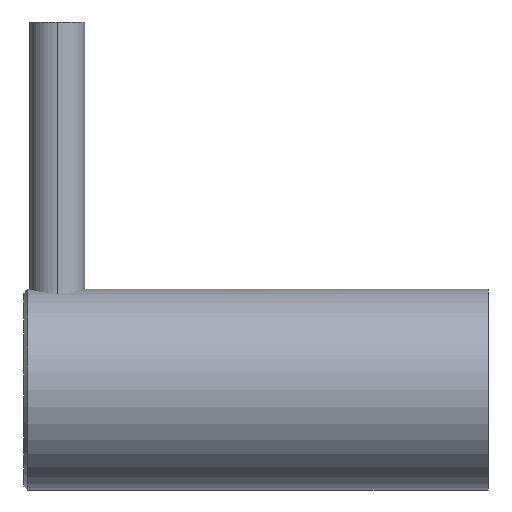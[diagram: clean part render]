
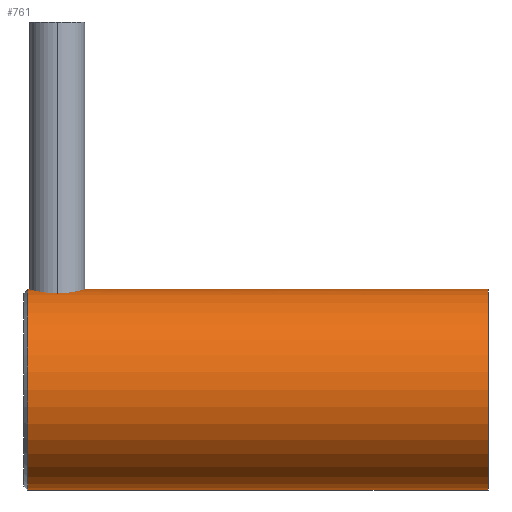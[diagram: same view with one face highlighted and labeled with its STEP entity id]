
A CAD part, left-side view. The second image highlights one B-rep face of the part: STEP entity #761.
In plain terms, the highlighted cylindrical face has radius 27 mm (diameter 54 mm), a partial arc.
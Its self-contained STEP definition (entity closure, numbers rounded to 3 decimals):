
#10 = CARTESIAN_POINT ( 'NONE',  ( 0., 125., 27. ) ) ;
#14 = VERTEX_POINT ( 'NONE', #464 ) ;
#50 = CARTESIAN_POINT ( 'NONE',  ( -2.818, 121.706, 26.855 ) ) ;
#54 = CARTESIAN_POINT ( 'NONE',  ( -6.145, 117.654, 26.292 ) ) ;
#70 = CARTESIAN_POINT ( 'NONE',  ( -2.816, 110.293, 26.856 ) ) ;
#73 = CYLINDRICAL_SURFACE ( 'NONE', #480, 27. ) ;
#77 = CARTESIAN_POINT ( 'NONE',  ( -0.416, 109.65, 27. ) ) ;
#78 = CARTESIAN_POINT ( 'NONE',  ( 0., 0., 27. ) ) ;
#79 = VERTEX_POINT ( 'NONE', #78 ) ;
#82 = CARTESIAN_POINT ( 'NONE',  ( -6.136, 114.353, 26.294 ) ) ;
#112 = CARTESIAN_POINT ( 'NONE',  ( -0.832, 122.309, 26.99 ) ) ;
#125 = VERTEX_POINT ( 'NONE', #419 ) ;
#128 = CARTESIAN_POINT ( 'NONE',  ( -6.309, 116.836, 26.253 ) ) ;
#134 = CARTESIAN_POINT ( 'NONE',  ( -6.35, 115.579, 26.243 ) ) ;
#138 = CARTESIAN_POINT ( 'NONE',  ( -5.163, 112.297, 26.502 ) ) ;
#140 = EDGE_CURVE ( 'NONE', #378, #485, #180, .T. ) ;
#150 = CARTESIAN_POINT ( 'NONE',  ( -5.509, 112.814, 26.433 ) ) ;
#171 = DIRECTION ( 'NONE',  ( 0., 0., 1. ) ) ;
#180 = B_SPLINE_CURVE_WITH_KNOTS ( 'NONE', 3,
 ( #493, #727, #112, #501, #729, #50, #315, #240, #189, #788, #665, #499, #250, #559, #301, #675, #54, #128, #306, #791 ),
 .UNSPECIFIED., .F., .F.,
 ( 4, 2, 2, 2, 2, 2, 2, 2, 2, 4 ),
 ( 0.03, 0.031, 0.032, 0.034, 0.034, 0.035, 0.036, 0.037, 0.039, 0.04 ),
 .UNSPECIFIED. ) ;
#189 = CARTESIAN_POINT ( 'NONE',  ( -3.87, 121.039, 26.722 ) ) ;
#193 = VERTEX_POINT ( 'NONE', #380 ) ;
#196 = CARTESIAN_POINT ( 'NONE',  ( -2.048, 109.986, 26.923 ) ) ;
#201 = DIRECTION ( 'NONE',  ( 0., -1., 0. ) ) ;
#207 = CARTESIAN_POINT ( 'NONE',  ( -1.445, 109.813, 26.962 ) ) ;
#215 = DIRECTION ( 'NONE',  ( 0., -1., 0. ) ) ;
#226 = VECTOR ( 'NONE', #654, 1000. ) ;
#240 = CARTESIAN_POINT ( 'NONE',  ( -3.701, 121.164, 26.746 ) ) ;
#241 = AXIS2_PLACEMENT_3D ( 'NONE', #534, #766, #171 ) ;
#250 = CARTESIAN_POINT ( 'NONE',  ( -5.045, 119.879, 26.526 ) ) ;
#266 = CARTESIAN_POINT ( 'NONE',  ( -6.308, 115.165, 26.253 ) ) ;
#270 = LINE ( 'NONE', #10, #438 ) ;
#273 = ORIENTED_EDGE ( 'NONE', *, *, #366, .F. ) ;
#288 = ORIENTED_EDGE ( 'NONE', *, *, #140, .F. ) ;
#301 = CARTESIAN_POINT ( 'NONE',  ( -5.703, 118.822, 26.391 ) ) ;
#306 = CARTESIAN_POINT ( 'NONE',  ( -6.35, 116.421, 26.243 ) ) ;
#314 = FACE_OUTER_BOUND ( 'NONE', #460, .T. ) ;
#315 = CARTESIAN_POINT ( 'NONE',  ( -3.182, 121.511, 26.814 ) ) ;
#316 = EDGE_CURVE ( 'NONE', #125, #768, #580, .T. ) ;
#319 = CARTESIAN_POINT ( 'NONE',  ( -5.943, 113.755, 26.338 ) ) ;
#326 = DIRECTION ( 'NONE',  ( 0., -1., 0. ) ) ;
#328 = AXIS2_PLACEMENT_3D ( 'NONE', #510, #201, #758 ) ;
#329 = EDGE_CURVE ( 'NONE', #125, #378, #270, .T. ) ;
#334 = CARTESIAN_POINT ( 'NONE',  ( -5.038, 112.129, 26.526 ) ) ;
#338 = LINE ( 'NONE', #418, #226 ) ;
#366 = EDGE_CURVE ( 'NONE', #485, #14, #479, .T. ) ;
#378 = VERTEX_POINT ( 'NONE', #568 ) ;
#380 = CARTESIAN_POINT ( 'NONE',  ( 0., 0., -27. ) ) ;
#389 = CARTESIAN_POINT ( 'NONE',  ( -4.773, 111.807, 26.575 ) ) ;
#394 = CARTESIAN_POINT ( 'NONE',  ( -6.187, 114.554, 26.282 ) ) ;
#399 = CARTESIAN_POINT ( 'NONE',  ( 0., 125., -27. ) ) ;
#418 = CARTESIAN_POINT ( 'NONE',  ( 0., 125., 27. ) ) ;
#419 = CARTESIAN_POINT ( 'NONE',  ( 0., 124., 27. ) ) ;
#438 = VECTOR ( 'NONE', #215, 1000. ) ;
#444 = EDGE_CURVE ( 'NONE', #193, #79, #592, .T. ) ;
#446 = ORIENTED_EDGE ( 'NONE', *, *, #444, .T. ) ;
#449 = CARTESIAN_POINT ( 'NONE',  ( -1.649, 109.864, 26.95 ) ) ;
#455 = ORIENTED_EDGE ( 'NONE', *, *, #790, .T. ) ;
#460 = EDGE_LOOP ( 'NONE', ( #475, #673, #455, #446, #752, #273, #288 ) ) ;
#464 = CARTESIAN_POINT ( 'NONE',  ( 0., 109.65, 27. ) ) ;
#475 = ORIENTED_EDGE ( 'NONE', *, *, #329, .F. ) ;
#479 = B_SPLINE_CURVE_WITH_KNOTS ( 'NONE', 3,
 ( #683, #134, #266, #394, #82, #514, #319, #629, #150, #138, #334, #389, #571, #746, #633, #698, #70, #575, #196, #449, #207, #636, #77, #586 ),
 .UNSPECIFIED., .F., .F.,
 ( 4, 2, 2, 2, 2, 2, 2, 2, 2, 2, 2, 4 ),
 ( 0., 0.001, 0.002, 0.002, 0.004, 0.004, 0.005, 0.006, 0.007, 0.008, 0.009, 0.01 ),
 .UNSPECIFIED. ) ;
#480 = AXIS2_PLACEMENT_3D ( 'NONE', #522, #326, #624 ) ;
#485 = VERTEX_POINT ( 'NONE', #489 ) ;
#489 = CARTESIAN_POINT ( 'NONE',  ( -6.35, 116., 26.243 ) ) ;
#493 = CARTESIAN_POINT ( 'NONE',  ( 0., 122.35, 27. ) ) ;
#499 = CARTESIAN_POINT ( 'NONE',  ( -4.78, 120.2, 26.575 ) ) ;
#501 = CARTESIAN_POINT ( 'NONE',  ( -1.647, 122.147, 26.953 ) ) ;
#510 = CARTESIAN_POINT ( 'NONE',  ( 0., 124., 0. ) ) ;
#514 = CARTESIAN_POINT ( 'NONE',  ( -6.015, 113.953, 26.322 ) ) ;
#519 = EDGE_CURVE ( 'NONE', #14, #79, #338, .T. ) ;
#522 = CARTESIAN_POINT ( 'NONE',  ( 0., 125., 0. ) ) ;
#534 = CARTESIAN_POINT ( 'NONE',  ( 0., 0., 0. ) ) ;
#559 = CARTESIAN_POINT ( 'NONE',  ( -5.508, 119.186, 26.433 ) ) ;
#567 = DIRECTION ( 'NONE',  ( 0., -1., 0. ) ) ;
#568 = CARTESIAN_POINT ( 'NONE',  ( 0., 122.35, 27. ) ) ;
#571 = CARTESIAN_POINT ( 'NONE',  ( -4.634, 111.654, 26.6 ) ) ;
#575 = CARTESIAN_POINT ( 'NONE',  ( -2.243, 110.056, 26.907 ) ) ;
#580 = CIRCLE ( 'NONE', #328, 27. ) ;
#586 = CARTESIAN_POINT ( 'NONE',  ( 0., 109.65, 27. ) ) ;
#592 = CIRCLE ( 'NONE', #241, 27. ) ;
#624 = DIRECTION ( 'NONE',  ( 0., 0., -1. ) ) ;
#629 = CARTESIAN_POINT ( 'NONE',  ( -5.704, 113.178, 26.391 ) ) ;
#633 = CARTESIAN_POINT ( 'NONE',  ( -3.877, 110.954, 26.722 ) ) ;
#636 = CARTESIAN_POINT ( 'NONE',  ( -0.829, 109.69, 26.99 ) ) ;
#654 = DIRECTION ( 'NONE',  ( 0., -1., 0. ) ) ;
#660 = VECTOR ( 'NONE', #567, 1000. ) ;
#665 = CARTESIAN_POINT ( 'NONE',  ( -4.343, 120.637, 26.649 ) ) ;
#673 = ORIENTED_EDGE ( 'NONE', *, *, #316, .T. ) ;
#675 = CARTESIAN_POINT ( 'NONE',  ( -6.021, 118.058, 26.321 ) ) ;
#683 = CARTESIAN_POINT ( 'NONE',  ( -6.35, 116., 26.243 ) ) ;
#697 = LINE ( 'NONE', #399, #660 ) ;
#698 = CARTESIAN_POINT ( 'NONE',  ( -3.183, 110.49, 26.814 ) ) ;
#727 = CARTESIAN_POINT ( 'NONE',  ( -0.419, 122.35, 27. ) ) ;
#729 = CARTESIAN_POINT ( 'NONE',  ( -2.052, 122.024, 26.925 ) ) ;
#744 = CARTESIAN_POINT ( 'NONE',  ( 0., 124., -27. ) ) ;
#746 = CARTESIAN_POINT ( 'NONE',  ( -4.196, 111.216, 26.674 ) ) ;
#752 = ORIENTED_EDGE ( 'NONE', *, *, #519, .F. ) ;
#758 = DIRECTION ( 'NONE',  ( 0., 0., 1. ) ) ;
#761 = ADVANCED_FACE ( 'NONE', ( #314 ), #73, .T. ) ;
#766 = DIRECTION ( 'NONE',  ( 0., 1., 0. ) ) ;
#768 = VERTEX_POINT ( 'NONE', #744 ) ;
#788 = CARTESIAN_POINT ( 'NONE',  ( -4.19, 120.776, 26.673 ) ) ;
#790 = EDGE_CURVE ( 'NONE', #768, #193, #697, .T. ) ;
#791 = CARTESIAN_POINT ( 'NONE',  ( -6.35, 116., 26.243 ) ) ;
